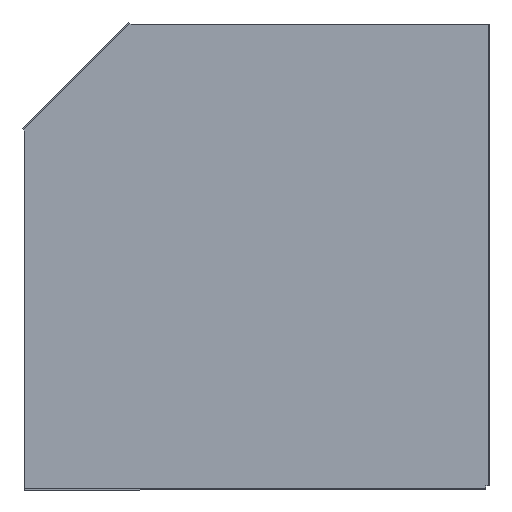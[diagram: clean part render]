
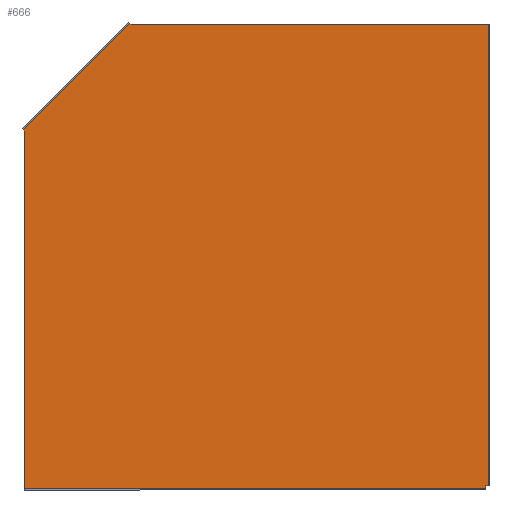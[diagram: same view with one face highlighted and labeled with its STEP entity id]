
A CAD part, front view. The second image highlights one B-rep face of the part: STEP entity #666.
In plain terms, the highlighted planar face has unit normal (0, -1, 0).
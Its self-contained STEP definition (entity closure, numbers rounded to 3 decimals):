
#10 = CARTESIAN_POINT ( 'NONE',  ( 96.5, -0.7, 0. ) ) ;
#24 = EDGE_CURVE ( 'NONE', #460, #507, #131, .T. ) ;
#45 = DIRECTION ( 'NONE',  ( 1., 0., 0. ) ) ;
#47 = DIRECTION ( 'NONE',  ( -0.707, 0., 0.707 ) ) ;
#58 = EDGE_CURVE ( 'NONE', #304, #582, #222, .T. ) ;
#63 = VERTEX_POINT ( 'NONE', #123 ) ;
#71 = CARTESIAN_POINT ( 'NONE',  ( -96.5, -0.7, -96.5 ) ) ;
#75 = ORIENTED_EDGE ( 'NONE', *, *, #373, .T. ) ;
#90 = DIRECTION ( 'NONE',  ( -0.707, 0., 0.707 ) ) ;
#93 = CARTESIAN_POINT ( 'NONE',  ( -52., -0.7, 96.5 ) ) ;
#120 = FACE_OUTER_BOUND ( 'NONE', #662, .T. ) ;
#123 = CARTESIAN_POINT ( 'NONE',  ( -96.5, -0.7, -97.5 ) ) ;
#131 = LINE ( 'NONE', #438, #485 ) ;
#143 = EDGE_CURVE ( 'NONE', #507, #592, #240, .T. ) ;
#154 = LINE ( 'NONE', #322, #349 ) ;
#164 = CARTESIAN_POINT ( 'NONE',  ( -52., -0.7, 96.5 ) ) ;
#172 = CARTESIAN_POINT ( 'NONE',  ( -74.957, -0.7, 74.957 ) ) ;
#176 = VERTEX_POINT ( 'NONE', #354 ) ;
#186 = ORIENTED_EDGE ( 'NONE', *, *, #58, .F. ) ;
#189 = CARTESIAN_POINT ( 'NONE',  ( -22.25, -0.7, -22.25 ) ) ;
#190 = DIRECTION ( 'NONE',  ( 1., 0., 0. ) ) ;
#194 = LINE ( 'NONE', #93, #336 ) ;
#208 = LINE ( 'NONE', #71, #748 ) ;
#221 = CARTESIAN_POINT ( 'NONE',  ( 96.5, -0.7, -97.5 ) ) ;
#222 = LINE ( 'NONE', #10, #585 ) ;
#227 = VERTEX_POINT ( 'NONE', #738 ) ;
#237 = ORIENTED_EDGE ( 'NONE', *, *, #488, .F. ) ;
#240 = LINE ( 'NONE', #189, #740 ) ;
#250 = VERTEX_POINT ( 'NONE', #477 ) ;
#253 = DIRECTION ( 'NONE',  ( 0., 0., 1. ) ) ;
#270 = LINE ( 'NONE', #749, #775 ) ;
#273 = CARTESIAN_POINT ( 'NONE',  ( 97.5, -0.7, 0. ) ) ;
#274 = EDGE_CURVE ( 'NONE', #449, #227, #194, .T. ) ;
#278 = DIRECTION ( 'NONE',  ( 1., 0., 0. ) ) ;
#304 = VERTEX_POINT ( 'NONE', #728 ) ;
#322 = CARTESIAN_POINT ( 'NONE',  ( 0., -0.7, 96.5 ) ) ;
#327 = ORIENTED_EDGE ( 'NONE', *, *, #143, .F. ) ;
#334 = CARTESIAN_POINT ( 'NONE',  ( -97.207, -0.7, 52.707 ) ) ;
#336 = VECTOR ( 'NONE', #90, 1000. ) ;
#349 = VECTOR ( 'NONE', #278, 1000. ) ;
#354 = CARTESIAN_POINT ( 'NONE',  ( 96.5, -0.7, 96.5 ) ) ;
#358 = DIRECTION ( 'NONE',  ( -0.707, 0., -0.707 ) ) ;
#373 = EDGE_CURVE ( 'NONE', #460, #63, #208, .T. ) ;
#381 = LINE ( 'NONE', #273, #410 ) ;
#386 = EDGE_CURVE ( 'NONE', #304, #731, #732, .T. ) ;
#388 = DIRECTION ( 'NONE',  ( 0., 0., -1. ) ) ;
#394 = ORIENTED_EDGE ( 'NONE', *, *, #274, .T. ) ;
#399 = ORIENTED_EDGE ( 'NONE', *, *, #588, .T. ) ;
#404 = ORIENTED_EDGE ( 'NONE', *, *, #24, .F. ) ;
#407 = EDGE_CURVE ( 'NONE', #63, #582, #800, .T. ) ;
#410 = VECTOR ( 'NONE', #253, 1000. ) ;
#438 = CARTESIAN_POINT ( 'NONE',  ( -96.5, -0.7, 52. ) ) ;
#449 = VERTEX_POINT ( 'NONE', #164 ) ;
#459 = EDGE_CURVE ( 'NONE', #227, #592, #754, .T. ) ;
#460 = VERTEX_POINT ( 'NONE', #826 ) ;
#477 = CARTESIAN_POINT ( 'NONE',  ( 97.5, -0.7, 96.5 ) ) ;
#485 = VECTOR ( 'NONE', #713, 1000. ) ;
#488 = EDGE_CURVE ( 'NONE', #449, #176, #270, .T. ) ;
#507 = VERTEX_POINT ( 'NONE', #622 ) ;
#548 = CARTESIAN_POINT ( 'NONE',  ( 0., -0.7, 0. ) ) ;
#555 = ORIENTED_EDGE ( 'NONE', *, *, #459, .T. ) ;
#565 = VECTOR ( 'NONE', #190, 1000. ) ;
#580 = CARTESIAN_POINT ( 'NONE',  ( 96.5, -0.7, -96.5 ) ) ;
#582 = VERTEX_POINT ( 'NONE', #221 ) ;
#583 = DIRECTION ( 'NONE',  ( 0., 0., -1. ) ) ;
#585 = VECTOR ( 'NONE', #583, 1000. ) ;
#588 = EDGE_CURVE ( 'NONE', #731, #250, #381, .T. ) ;
#591 = EDGE_CURVE ( 'NONE', #176, #250, #154, .T. ) ;
#592 = VERTEX_POINT ( 'NONE', #334 ) ;
#596 = PLANE ( 'NONE',  #701 ) ;
#608 = DIRECTION ( 'NONE',  ( 0., -1., 0. ) ) ;
#611 = ORIENTED_EDGE ( 'NONE', *, *, #591, .F. ) ;
#612 = DIRECTION ( 'NONE',  ( 0., 0., -1. ) ) ;
#622 = CARTESIAN_POINT ( 'NONE',  ( -96.5, -0.7, 52. ) ) ;
#638 = ORIENTED_EDGE ( 'NONE', *, *, #407, .T. ) ;
#644 = CARTESIAN_POINT ( 'NONE',  ( 0., -0.7, -97.5 ) ) ;
#662 = EDGE_LOOP ( 'NONE', ( #404, #75, #638, #186, #734, #399, #611, #237, #394, #555, #327 ) ) ;
#666 = ADVANCED_FACE ( 'NONE', ( #120 ), #596, .T. ) ;
#701 = AXIS2_PLACEMENT_3D ( 'NONE', #548, #608, #612 ) ;
#713 = DIRECTION ( 'NONE',  ( 0., 0., 1. ) ) ;
#724 = CARTESIAN_POINT ( 'NONE',  ( 97.5, -0.7, -96.5 ) ) ;
#728 = CARTESIAN_POINT ( 'NONE',  ( 96.5, -0.7, -96.5 ) ) ;
#731 = VERTEX_POINT ( 'NONE', #724 ) ;
#732 = LINE ( 'NONE', #580, #565 ) ;
#734 = ORIENTED_EDGE ( 'NONE', *, *, #386, .T. ) ;
#738 = CARTESIAN_POINT ( 'NONE',  ( -52.707, -0.7, 97.207 ) ) ;
#740 = VECTOR ( 'NONE', #47, 1000. ) ;
#748 = VECTOR ( 'NONE', #388, 1000. ) ;
#749 = CARTESIAN_POINT ( 'NONE',  ( 96.5, -0.7, 96.5 ) ) ;
#754 = LINE ( 'NONE', #172, #766 ) ;
#766 = VECTOR ( 'NONE', #358, 1000. ) ;
#767 = VECTOR ( 'NONE', #779, 1000. ) ;
#775 = VECTOR ( 'NONE', #45, 1000. ) ;
#779 = DIRECTION ( 'NONE',  ( 1., 0., 0. ) ) ;
#800 = LINE ( 'NONE', #644, #767 ) ;
#826 = CARTESIAN_POINT ( 'NONE',  ( -96.5, -0.7, -96.5 ) ) ;
